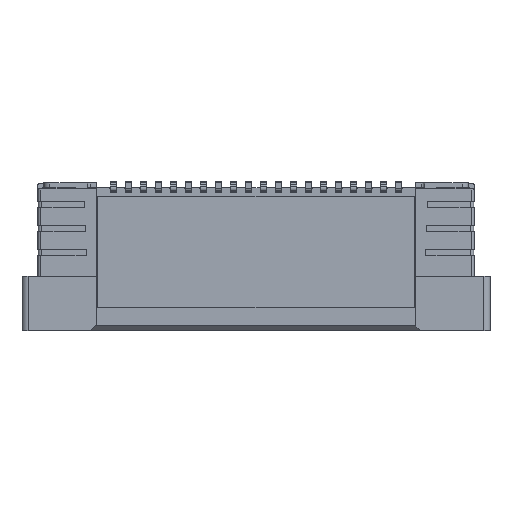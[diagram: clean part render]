
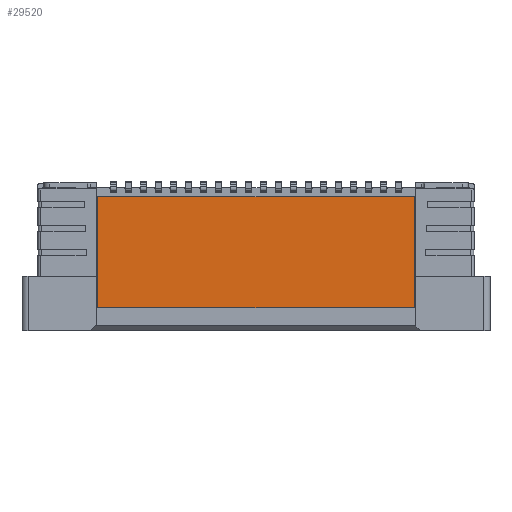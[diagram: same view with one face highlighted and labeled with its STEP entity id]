
A CAD part, top view. The second image highlights one B-rep face of the part: STEP entity #29520.
In plain terms, the highlighted planar face has unit normal (0, 0, 1).
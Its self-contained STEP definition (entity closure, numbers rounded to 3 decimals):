
#10671=DIRECTION('',(0.,-1.,0.));
#10672=VECTOR('',#10671,3.7);
#10673=CARTESIAN_POINT('',(-5.25,1.7,1.));
#10674=LINE('',#10673,#10672);
#10675=DIRECTION('',(0.,1.,0.));
#10676=VECTOR('',#10675,3.7);
#10677=CARTESIAN_POINT('',(5.25,-2.,1.));
#10678=LINE('',#10677,#10676);
#10679=DIRECTION('',(-1.,0.,0.));
#10680=VECTOR('',#10679,10.5);
#10681=CARTESIAN_POINT('',(5.25,1.7,1.));
#10682=LINE('',#10681,#10680);
#10719=DIRECTION('',(-1.,0.,0.));
#10720=VECTOR('',#10719,10.5);
#10721=CARTESIAN_POINT('',(5.25,-2.,1.));
#10722=LINE('',#10721,#10720);
#13741=CARTESIAN_POINT('',(5.25,-2.,1.));
#13742=VERTEX_POINT('',#13741);
#13743=CARTESIAN_POINT('',(5.25,1.7,1.));
#13744=VERTEX_POINT('',#13743);
#13751=CARTESIAN_POINT('',(-5.25,1.7,1.));
#13752=CARTESIAN_POINT('',(-5.25,-2.,1.));
#13753=VERTEX_POINT('',#13751);
#13754=VERTEX_POINT('',#13752);
#29506=CARTESIAN_POINT('',(0.,-0.15,1.));
#29507=DIRECTION('',(0.,0.,1.));
#29508=DIRECTION('',(1.,0.,0.));
#29509=AXIS2_PLACEMENT_3D('',#29506,#29507,#29508);
#29510=PLANE('',#29509);
#29511=ORIENTED_EDGE('',*,*,#29492,.F.);
#29513=ORIENTED_EDGE('',*,*,#29512,.F.);
#29515=ORIENTED_EDGE('',*,*,#29514,.F.);
#29517=ORIENTED_EDGE('',*,*,#29516,.T.);
#29518=EDGE_LOOP('',(#29511,#29513,#29515,#29517));
#29519=FACE_OUTER_BOUND('',#29518,.F.);
#29492=EDGE_CURVE('',#13753,#13754,#10674,.T.);
#29512=EDGE_CURVE('',#13744,#13753,#10682,.T.);
#29514=EDGE_CURVE('',#13742,#13744,#10678,.T.);
#29516=EDGE_CURVE('',#13742,#13754,#10722,.T.);
#29520=ADVANCED_FACE('',(#29519),#29510,.T.);
